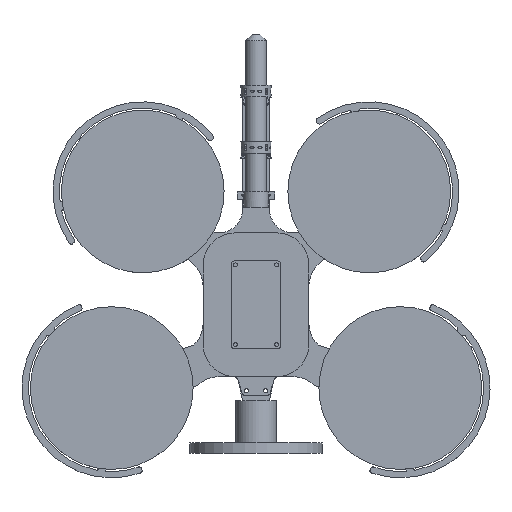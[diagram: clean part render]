
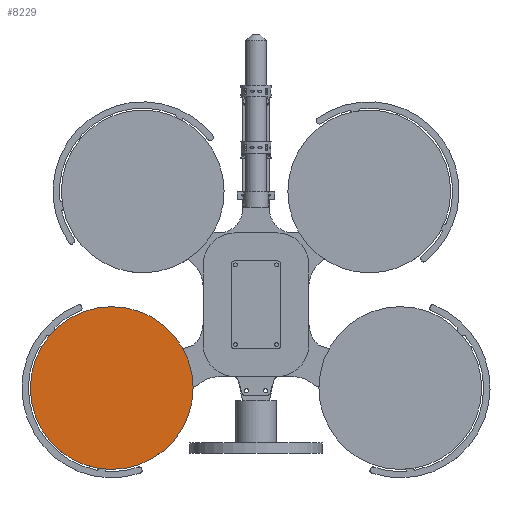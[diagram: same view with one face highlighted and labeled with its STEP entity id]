
A CAD part, top view. The second image highlights one B-rep face of the part: STEP entity #8229.
In plain terms, the highlighted face is planar.
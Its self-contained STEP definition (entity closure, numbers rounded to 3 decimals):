
#656=PLANE('',#8954);
#879=FACE_OUTER_BOUND('',#1301,.T.);
#1301=EDGE_LOOP('',(#5860));
#3255=CIRCLE('',#8948,63.5);
#3761=VERTEX_POINT('',#12517);
#4580=EDGE_CURVE('',#3761,#3761,#3255,.T.);
#5860=ORIENTED_EDGE('',*,*,#4580,.F.);
#8229=ADVANCED_FACE('',(#879),#656,.T.);
#8948=AXIS2_PLACEMENT_3D('',#12519,#10015,#10016);
#8954=AXIS2_PLACEMENT_3D('',#12528,#10028,#10029);
#10015=DIRECTION('center_axis',(0.,-1.,0.));
#10016=DIRECTION('ref_axis',(-1.,0.,0.));
#10028=DIRECTION('center_axis',(0.,1.,0.));
#10029=DIRECTION('ref_axis',(0.,0.,1.));
#12517=CARTESIAN_POINT('',(63.5,23.2,0.));
#12519=CARTESIAN_POINT('Origin',(0.,23.2,0.));
#12528=CARTESIAN_POINT('Origin',(0.,23.2,0.));
